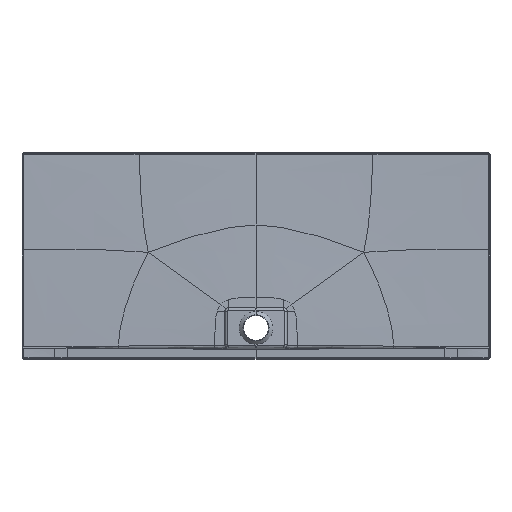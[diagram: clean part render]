
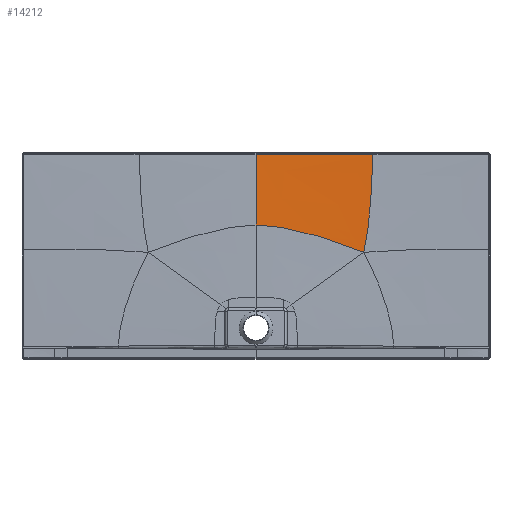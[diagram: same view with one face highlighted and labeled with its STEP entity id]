
A CAD part, front view. The second image highlights one B-rep face of the part: STEP entity #14212.
In plain terms, the highlighted free-form (B-spline) face has degree [3, 3] with [8, 10] control points.
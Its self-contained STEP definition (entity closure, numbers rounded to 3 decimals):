
#3611=CARTESIAN_POINT('',(424.989,-3.062,744.975));
#3635=CARTESIAN_POINT('',(0.002,-3.144,
744.943));
#3636=CARTESIAN_POINT('',(12.974,-3.144,744.943));
#3637=CARTESIAN_POINT('',(40.602,-3.143,744.944));
#3638=CARTESIAN_POINT('',(86.614,-3.139,744.945));
#3639=CARTESIAN_POINT('',(138.682,-3.131,744.949));
#3640=CARTESIAN_POINT('',(197.474,-3.119,744.953));
#3641=CARTESIAN_POINT('',(263.852,-3.103,744.959));
#3642=CARTESIAN_POINT('',(337.503,-3.084,744.967));
#3643=CARTESIAN_POINT('',(394.663,-3.069,744.972));
#3644=CARTESIAN_POINT('',(424.989,-3.062,744.975));
#3646=CARTESIAN_POINT('',(424.989,-3.062,744.975));
#3647=CARTESIAN_POINT('',(424.883,-3.358,720.992));
#3648=CARTESIAN_POINT('',(423.08,-4.078,670.589));
#3649=CARTESIAN_POINT('',(418.633,-5.204,602.178));
#3650=CARTESIAN_POINT('',(413.797,-6.242,540.422));
#3651=CARTESIAN_POINT('',(408.993,-7.076,491.253));
#3652=CARTESIAN_POINT('',(403.22,-7.822,448.482));
#3653=CARTESIAN_POINT('',(397.023,-8.45,414.015));
#3654=CARTESIAN_POINT('',(393.343,-8.775,396.876));
#3655=CARTESIAN_POINT('',(391.352,-8.939,388.373));
#3657=DIRECTION('',(0.,-0.028,-1.));
#3658=VECTOR('',#3657,257.462);
#3659=CARTESIAN_POINT('',(0.002,-3.144,
744.943));
#3660=LINE('',#3659,#3658);
#3710=CARTESIAN_POINT('',(0.,-10.424,
487.585));
#3711=CARTESIAN_POINT('',(26.597,-10.424,487.585));
#3712=CARTESIAN_POINT('',(83.509,-10.317,482.014));
#3713=CARTESIAN_POINT('',(177.905,-9.972,461.274));
#3714=CARTESIAN_POINT('',(263.007,-9.631,437.012));
#3715=CARTESIAN_POINT('',(335.129,-9.286,411.971));
#3716=CARTESIAN_POINT('',(372.463,-9.065,396.772));
#3717=CARTESIAN_POINT('',(391.352,-8.939,388.373));
#3766=CARTESIAN_POINT('',(391.352,-8.939,388.373));
#4465=VERTEX_POINT('',#3766);
#4578=VERTEX_POINT('',#3611);
#4600=CARTESIAN_POINT('',(0.,-10.424,
487.585));
#4602=VERTEX_POINT('',#4600);
#4603=CARTESIAN_POINT('',(0.002,-3.144,
744.943));
#4604=VERTEX_POINT('',#4603);
#14122=CARTESIAN_POINT('',(-4.349,-3.046,
748.412));
#14123=CARTESIAN_POINT('',(-4.347,-3.649,
727.094));
#14124=CARTESIAN_POINT('',(-4.261,-4.871,
683.901));
#14125=CARTESIAN_POINT('',(-3.991,-6.402,
629.769));
#14126=CARTESIAN_POINT('',(-3.736,-7.639,
586.016));
#14127=CARTESIAN_POINT('',(-3.547,-8.567,
553.201));
#14128=CARTESIAN_POINT('',(-3.408,-9.341,
525.855));
#14129=CARTESIAN_POINT('',(-3.312,-9.981,
503.232));
#14130=CARTESIAN_POINT('',(-3.27,-10.311,
491.547));
#14131=CARTESIAN_POINT('',(-3.25,-10.487,
485.331));
#14132=CARTESIAN_POINT('',(32.517,-3.046,
748.412));
#14133=CARTESIAN_POINT('',(32.501,-3.65,
727.101));
#14134=CARTESIAN_POINT('',(31.851,-4.873,
683.923));
#14135=CARTESIAN_POINT('',(29.828,-6.406,
629.827));
#14136=CARTESIAN_POINT('',(27.904,-7.644,
586.119));
#14137=CARTESIAN_POINT('',(26.474,-8.573,
553.345));
#14138=CARTESIAN_POINT('',(25.418,-9.346,
526.039));
#14139=CARTESIAN_POINT('',(24.687,-9.986,
503.448));
#14140=CARTESIAN_POINT('',(24.367,-10.316,
491.78));
#14141=CARTESIAN_POINT('',(24.215,-10.491,
485.573));
#14142=CARTESIAN_POINT('',(104.798,-3.045,
748.397));
#14143=CARTESIAN_POINT('',(104.751,-3.627,
726.943));
#14144=CARTESIAN_POINT('',(102.74,-4.809,
683.41));
#14145=CARTESIAN_POINT('',(96.756,-6.301,
628.485));
#14146=CARTESIAN_POINT('',(91.381,-7.52,
583.742));
#14147=CARTESIAN_POINT('',(87.572,-8.444,
550.014));
#14148=CARTESIAN_POINT('',(84.927,-9.222,
521.802));
#14149=CARTESIAN_POINT('',(83.18,-9.87,
498.449));
#14150=CARTESIAN_POINT('',(82.443,-10.207,
486.395));
#14151=CARTESIAN_POINT('',(82.093,-10.386,
479.989));
#14152=CARTESIAN_POINT('',(212.497,-3.039,
748.347));
#14153=CARTESIAN_POINT('',(212.416,-3.541,
726.417));
#14154=CARTESIAN_POINT('',(209.014,-4.575,
681.697));
#14155=CARTESIAN_POINT('',(199.377,-5.932,
623.821));
#14156=CARTESIAN_POINT('',(191.186,-7.096,
575.203));
#14157=CARTESIAN_POINT('',(185.612,-8.009,
537.801));
#14158=CARTESIAN_POINT('',(181.875,-8.807,
506.007));
#14159=CARTESIAN_POINT('',(179.375,-9.489,
479.558));
#14160=CARTESIAN_POINT('',(178.26,-9.848,
465.903));
#14161=CARTESIAN_POINT('',(177.703,-10.041,
458.666));
#14162=CARTESIAN_POINT('',(301.039,-3.032,
748.279));
#14163=CARTESIAN_POINT('',(300.956,-3.45,
725.651));
#14164=CARTESIAN_POINT('',(297.47,-4.346,
679.315));
#14165=CARTESIAN_POINT('',(287.879,-5.598,
617.919));
#14166=CARTESIAN_POINT('',(279.656,-6.717,
564.855));
#14167=CARTESIAN_POINT('',(273.801,-7.619,
523.289));
#14168=CARTESIAN_POINT('',(269.326,-8.428,
487.484));
#14169=CARTESIAN_POINT('',(265.662,-9.13,
457.611));
#14170=CARTESIAN_POINT('',(263.71,-9.503,
442.221));
#14171=CARTESIAN_POINT('',(262.615,-9.704,
434.076));
#14172=CARTESIAN_POINT('',(373.034,-3.027,
748.182));
#14173=CARTESIAN_POINT('',(372.97,-3.378,
724.45));
#14174=CARTESIAN_POINT('',(370.245,-4.174,
675.729));
#14175=CARTESIAN_POINT('',(362.997,-5.362,
610.223));
#14176=CARTESIAN_POINT('',(356.336,-6.442,
552.574));
#14177=CARTESIAN_POINT('',(350.928,-7.317,
506.919));
#14178=CARTESIAN_POINT('',(345.72,-8.104,
467.31));
#14179=CARTESIAN_POINT('',(340.545,-8.789,
434.28));
#14180=CARTESIAN_POINT('',(337.451,-9.154,
417.282));
#14181=CARTESIAN_POINT('',(335.678,-9.351,
408.333));
#14182=CARTESIAN_POINT('',(409.612,-3.025,
748.111));
#14183=CARTESIAN_POINT('',(409.564,-3.343,
723.547));
#14184=CARTESIAN_POINT('',(407.466,-4.093,
673.067));
#14185=CARTESIAN_POINT('',(402.077,-5.252,
604.842));
#14186=CARTESIAN_POINT('',(396.666,-6.304,
544.392));
#14187=CARTESIAN_POINT('',(391.672,-7.153,
496.322));
#14188=CARTESIAN_POINT('',(386.074,-7.913,
454.537));
#14189=CARTESIAN_POINT('',(380.015,-8.575,
419.689));
#14190=CARTESIAN_POINT('',(376.317,-8.928,
401.82));
#14191=CARTESIAN_POINT('',(374.135,-9.119,
392.363));
#14192=CARTESIAN_POINT('',(428.482,-3.023,
748.068));
#14193=CARTESIAN_POINT('',(428.442,-3.325,
722.987));
#14194=CARTESIAN_POINT('',(426.704,-4.052,
671.42));
#14195=CARTESIAN_POINT('',(422.378,-5.194,
601.582));
#14196=CARTESIAN_POINT('',(417.672,-6.228,
539.532));
#14197=CARTESIAN_POINT('',(412.911,-7.059,
490.116));
#14198=CARTESIAN_POINT('',(407.099,-7.802,
447.123));
#14199=CARTESIAN_POINT('',(400.61,-8.449,
411.3));
#14200=CARTESIAN_POINT('',(396.575,-8.795,
392.902));
#14201=CARTESIAN_POINT('',(394.235,-8.982,
383.216));
#14202=B_SPLINE_SURFACE_WITH_KNOTS('',3,3,((#14122,#14123,#14124,#14125,#14126,
#14127,#14128,#14129,#14130,#14131),(#14132,#14133,#14134,#14135,#14136,#14137,
#14138,#14139,#14140,#14141),(#14142,#14143,#14144,#14145,#14146,#14147,#14148,
#14149,#14150,#14151),(#14152,#14153,#14154,#14155,#14156,#14157,#14158,#14159,
#14160,#14161),(#14162,#14163,#14164,#14165,#14166,#14167,#14168,#14169,#14170,
#14171),(#14172,#14173,#14174,#14175,#14176,#14177,#14178,#14179,#14180,#14181),
(#14182,#14183,#14184,#14185,#14186,#14187,#14188,#14189,#14190,#14191),(#14192,
#14193,#14194,#14195,#14196,#14197,#14198,#14199,#14200,#14201)),.UNSPECIFIED.,
.F.,.F.,.F.,(4,1,1,1,1,4),(4,1,1,1,1,1,1,4),(-0.005,0.125,0.25,
0.375,0.438,0.504),(0.003,0.125,0.25,0.313,
0.375,0.438,0.469,0.504),.UNSPECIFIED.);
#14204=ORIENTED_EDGE('',*,*,#14203,.F.);
#14206=ORIENTED_EDGE('',*,*,#14205,.T.);
#14207=ORIENTED_EDGE('',*,*,#14113,.T.);
#14209=ORIENTED_EDGE('',*,*,#14208,.F.);
#14210=EDGE_LOOP('',(#14204,#14206,#14207,#14209));
#14211=FACE_OUTER_BOUND('',#14210,.F.);
#14212=ADVANCED_FACE('',(#14211),#14202,.F.);
#3645=B_SPLINE_CURVE_WITH_KNOTS('',3,(#3635,#3636,#3637,#3638,#3639,#3640,#3641,
#3642,#3643,#3644),.UNSPECIFIED.,.F.,.F.,(4,1,1,1,1,1,1,4),(0.,
0.143,0.286,0.429,0.571,
0.714,0.857,1.),.UNSPECIFIED.);
#3656=B_SPLINE_CURVE_WITH_KNOTS('',3,(#3646,#3647,#3648,#3649,#3650,#3651,#3652,
#3653,#3654,#3655),.UNSPECIFIED.,.F.,.F.,(4,1,1,1,1,1,1,4),(0.,
0.237,0.492,0.619,0.746,
0.873,0.936,1.),.UNSPECIFIED.);
#3718=B_SPLINE_CURVE_WITH_KNOTS('',3,(#3710,#3711,#3712,#3713,#3714,#3715,#3716,
#3717),.UNSPECIFIED.,.F.,.F.,(4,1,1,1,1,4),(0.,0.25,0.5,0.75,0.875,
1.),.UNSPECIFIED.);
#14113=EDGE_CURVE('',#4578,#4465,#3656,.T.);
#14203=EDGE_CURVE('',#4604,#4602,#3660,.T.);
#14205=EDGE_CURVE('',#4604,#4578,#3645,.T.);
#14208=EDGE_CURVE('',#4602,#4465,#3718,.T.);
